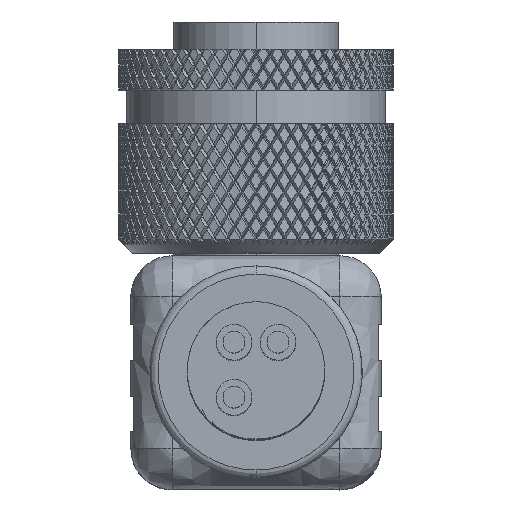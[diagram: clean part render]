
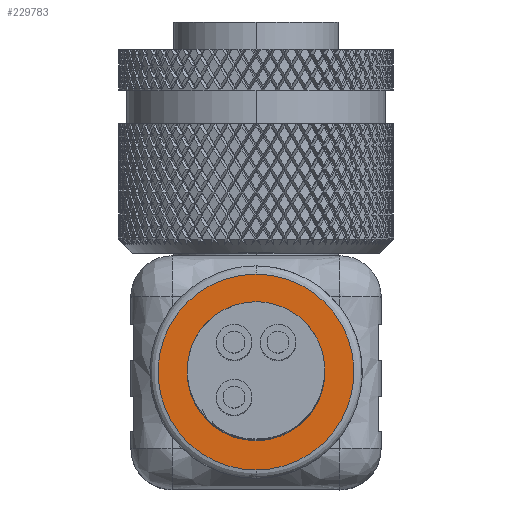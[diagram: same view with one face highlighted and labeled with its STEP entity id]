
A CAD part, top view. The second image highlights one B-rep face of the part: STEP entity #229783.
In plain terms, the highlighted free-form (B-spline) face has degree [1, 1] with [2, 2] control points.
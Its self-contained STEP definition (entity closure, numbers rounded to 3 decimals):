
#229717=CARTESIAN_POINT('',(0.,-7.915,20.));
#229718=VERTEX_POINT('',#229717);
#229726=CARTESIAN_POINT('',(0.,-0.795,20.));
#229727=VERTEX_POINT('',#229726);
#229734=CARTESIAN_POINT('',(0.,-0.795,20.));
#229735=CARTESIAN_POINT('',(3.56,-0.795,20.));
#229736=CARTESIAN_POINT('',(3.56,-4.355,20.));
#229737=CARTESIAN_POINT('',(3.56,-7.915,20.));
#229738=CARTESIAN_POINT('',(0.,-7.915,20.));
#229739=(BOUNDED_CURVE()B_SPLINE_CURVE(2,(#229734,#229735,#229736,#229737,#229738),.CIRCULAR_ARC.,.F.,.U.)B_SPLINE_CURVE_WITH_KNOTS((3,2,3),(0.,0.5,1.),.UNSPECIFIED.)CURVE()GEOMETRIC_REPRESENTATION_ITEM()RATIONAL_B_SPLINE_CURVE((1.,0.707,1.,0.707,1.))REPRESENTATION_ITEM(''));
#229740=EDGE_CURVE('',#229727,#229718,#229739,.T.);
#229745=CARTESIAN_POINT('',(-10.069,5.714,20.));
#229746=CARTESIAN_POINT('',(10.069,5.714,20.));
#229747=CARTESIAN_POINT('',(-10.069,-14.424,20.));
#229748=CARTESIAN_POINT('',(10.069,-14.424,20.));
#229749=B_SPLINE_SURFACE_WITH_KNOTS('',1,1,((#229745,#229746),(#229747,#229748)),.PLANE_SURF.,.F.,.F.,.U.,(2,2),(2,2),(0.,1.),(0.,1.),.UNSPECIFIED.);
#229750=CARTESIAN_POINT('',(0.,-0.795,20.));
#229751=CARTESIAN_POINT('',(-3.56,-0.795,20.));
#229752=CARTESIAN_POINT('',(-3.56,-4.355,20.));
#229753=CARTESIAN_POINT('',(-3.56,-7.915,20.));
#229754=CARTESIAN_POINT('',(0.,-7.915,20.));
#229755=(BOUNDED_CURVE()B_SPLINE_CURVE(2,(#229750,#229751,#229752,#229753,#229754),.CIRCULAR_ARC.,.F.,.U.)B_SPLINE_CURVE_WITH_KNOTS((3,2,3),(0.,0.5,1.),.UNSPECIFIED.)CURVE()GEOMETRIC_REPRESENTATION_ITEM()RATIONAL_B_SPLINE_CURVE((1.,0.707,1.,0.707,1.))REPRESENTATION_ITEM(''));
#229756=EDGE_CURVE('',#229727,#229718,#229755,.T.);
#229757=ORIENTED_EDGE('',*,*,#229756,.T.);
#229758=ORIENTED_EDGE('',*,*,#229740,.F.);
#229759=EDGE_LOOP('',(#229757,#229758));
#229760=FACE_OUTER_BOUND('',#229759,.T.);
#229761=CARTESIAN_POINT('',(0.,-6.85,20.));
#229762=VERTEX_POINT('',#229761);
#229763=CARTESIAN_POINT('',(0.,-1.85,20.));
#229764=VERTEX_POINT('',#229763);
#229765=CARTESIAN_POINT('',(0.,-6.85,20.));
#229766=CARTESIAN_POINT('',(-2.5,-6.85,20.));
#229767=CARTESIAN_POINT('',(-2.5,-4.35,20.));
#229768=CARTESIAN_POINT('',(-2.5,-1.85,20.));
#229769=CARTESIAN_POINT('',(0.,-1.85,20.));
#229770=(BOUNDED_CURVE()B_SPLINE_CURVE(2,(#229765,#229766,#229767,#229768,#229769),.CIRCULAR_ARC.,.F.,.U.)B_SPLINE_CURVE_WITH_KNOTS((3,2,3),(0.,0.5,1.),.UNSPECIFIED.)CURVE()GEOMETRIC_REPRESENTATION_ITEM()RATIONAL_B_SPLINE_CURVE((1.,0.707,1.,0.707,1.))REPRESENTATION_ITEM(''));
#229771=EDGE_CURVE('',#229762,#229764,#229770,.T.);
#229772=ORIENTED_EDGE('',*,*,#229771,.T.);
#229773=CARTESIAN_POINT('',(0.,-1.85,20.));
#229774=CARTESIAN_POINT('',(2.5,-1.85,20.));
#229775=CARTESIAN_POINT('',(2.5,-4.35,20.));
#229776=CARTESIAN_POINT('',(2.5,-6.85,20.));
#229777=CARTESIAN_POINT('',(0.,-6.85,20.));
#229778=(BOUNDED_CURVE()B_SPLINE_CURVE(2,(#229773,#229774,#229775,#229776,#229777),.CIRCULAR_ARC.,.F.,.U.)B_SPLINE_CURVE_WITH_KNOTS((3,2,3),(0.,0.5,1.),.UNSPECIFIED.)CURVE()GEOMETRIC_REPRESENTATION_ITEM()RATIONAL_B_SPLINE_CURVE((1.,0.707,1.,0.707,1.))REPRESENTATION_ITEM(''));
#229779=EDGE_CURVE('',#229764,#229762,#229778,.T.);
#229780=ORIENTED_EDGE('',*,*,#229779,.T.);
#229781=EDGE_LOOP('',(#229772,#229780));
#229782=FACE_BOUND('',#229781,.T.);
#229783=ADVANCED_FACE('',(#229760,#229782),#229749,.T.);
